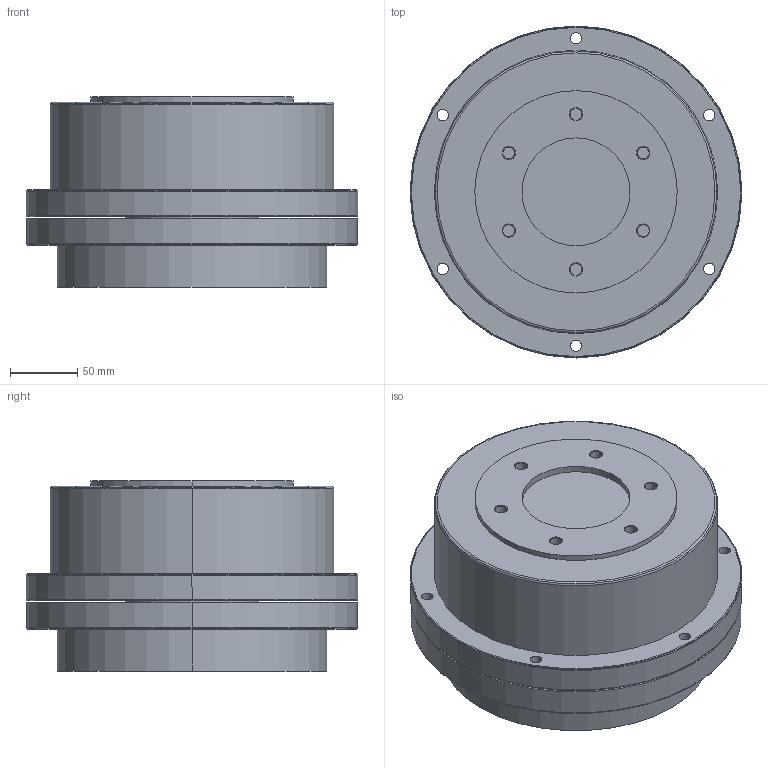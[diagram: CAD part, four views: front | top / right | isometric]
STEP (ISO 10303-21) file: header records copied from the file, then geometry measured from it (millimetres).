
FILE_DESCRIPTION((''),'2;1');
FILE_NAME('VRG210-L2','2022-06-10T14:16:48',('Administrator'),(''),'CREO PARAMETRIC BY PTC INC, 2019010','CREO PARAMETRIC BY PTC INC, 2019010','');
FILE_SCHEMA(('CONFIG_CONTROL_DESIGN'));
Length unit declared in the file: millimetre
Products named in the file (1): VRG210-L2
Bounding box: 246 x 246 x 141 mm (x, y, z)
Volume: 4696758.8 mm3; surface area: 305740.6 mm2
Topology: 1 solids, 1 shells, 119 faces, 272 edges, 166 vertices
Faces by surface type: cylinder 63, plane 20, cone 20, torus 16
Entity records: 3436 total; most frequent: DIRECTION 674, CARTESIAN_POINT 549, ORIENTED_EDGE 528, AXIS2_PLACEMENT_3D 291, EDGE_CURVE 264, CIRCLE 172, VERTEX_POINT 166, EDGE_LOOP 162
